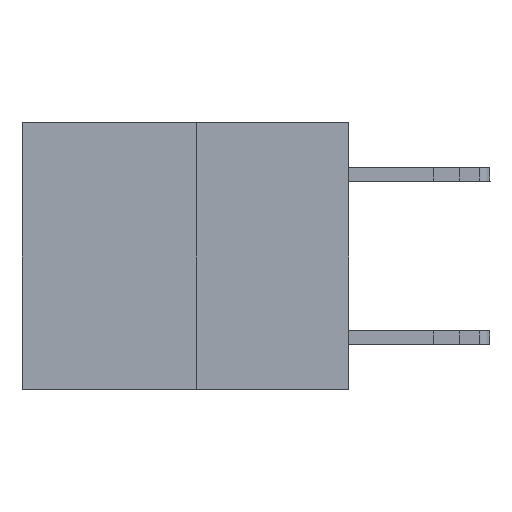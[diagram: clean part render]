
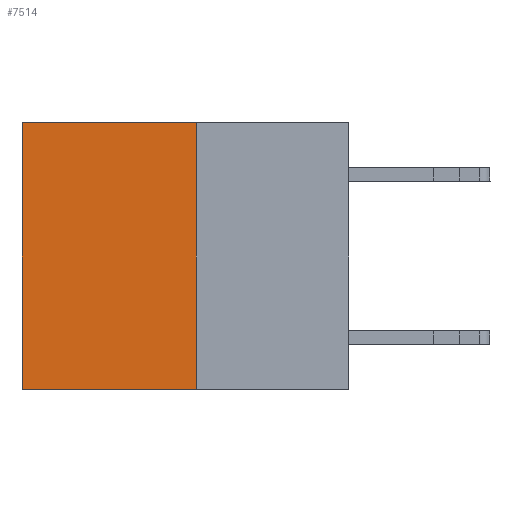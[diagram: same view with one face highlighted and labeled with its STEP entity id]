
A CAD part, left-side view. The second image highlights one B-rep face of the part: STEP entity #7514.
In plain terms, the highlighted planar face has unit normal (-1, 0, 0).
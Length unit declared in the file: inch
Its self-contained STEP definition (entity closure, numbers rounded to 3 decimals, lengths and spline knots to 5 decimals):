
#128 = VERTEX_POINT ( 'NONE', #5698 ) ;
#1152 = FACE_OUTER_BOUND ( 'NONE', #4168, .T. ) ;
#1312 = ORIENTED_EDGE ( 'NONE', *, *, #22084, .F. ) ;
#1533 = CARTESIAN_POINT ( 'NONE',  ( 0.3165, 0.6, -0.49 ) ) ;
#1737 = ORIENTED_EDGE ( 'NONE', *, *, #6200, .T. ) ;
#2009 = DIRECTION ( 'NONE',  ( 0., 1., 0. ) ) ;
#2033 = LINE ( 'NONE', #12256, #20704 ) ;
#2513 = ORIENTED_EDGE ( 'NONE', *, *, #21951, .F. ) ;
#3306 = CARTESIAN_POINT ( 'NONE',  ( 0.3165, 0.28, -0.49 ) ) ;
#4168 = EDGE_LOOP ( 'NONE', ( #1737, #1312, #2513, #14424 ) ) ;
#4766 = VERTEX_POINT ( 'NONE', #15254 ) ;
#4818 = DIRECTION ( 'NONE',  ( 0., 1., 0. ) ) ;
#5591 = DIRECTION ( 'NONE',  ( 1., 0., 0. ) ) ;
#5698 = CARTESIAN_POINT ( 'NONE',  ( 0.3165, 0.6, 0. ) ) ;
#6200 = EDGE_CURVE ( 'NONE', #128, #4766, #17273, .T. ) ;
#6426 = LINE ( 'NONE', #11257, #20788 ) ;
#7382 = AXIS2_PLACEMENT_3D ( 'NONE', #10531, #5591, #10453 ) ;
#7514 = ADVANCED_FACE ( 'NONE', ( #1152 ), #17371, .F. ) ;
#7962 = DIRECTION ( 'NONE',  ( 0., 0., -1. ) ) ;
#8070 = VECTOR ( 'NONE', #18702, 39.37008 ) ;
#10453 = DIRECTION ( 'NONE',  ( 0., 0., -1. ) ) ;
#10531 = CARTESIAN_POINT ( 'NONE',  ( 0.3165, 0.28, -0.49 ) ) ;
#11257 = CARTESIAN_POINT ( 'NONE',  ( 0.3165, 0.28, -0.49 ) ) ;
#11352 = VERTEX_POINT ( 'NONE', #20623 ) ;
#12256 = CARTESIAN_POINT ( 'NONE',  ( 0.3165, 0.28, 0. ) ) ;
#13402 = CARTESIAN_POINT ( 'NONE',  ( 0.3165, 0.28, 0. ) ) ;
#14424 = ORIENTED_EDGE ( 'NONE', *, *, #18423, .T. ) ;
#15254 = CARTESIAN_POINT ( 'NONE',  ( 0.3165, 0.6, -0.49 ) ) ;
#15332 = LINE ( 'NONE', #3306, #18031 ) ;
#17273 = LINE ( 'NONE', #1533, #8070 ) ;
#17371 = PLANE ( 'NONE',  #7382 ) ;
#18031 = VECTOR ( 'NONE', #4818, 39.37008 ) ;
#18423 = EDGE_CURVE ( 'NONE', #19800, #128, #2033, .T. ) ;
#18702 = DIRECTION ( 'NONE',  ( 0., 0., -1. ) ) ;
#19800 = VERTEX_POINT ( 'NONE', #13402 ) ;
#20623 = CARTESIAN_POINT ( 'NONE',  ( 0.3165, 0.28, -0.49 ) ) ;
#20704 = VECTOR ( 'NONE', #2009, 39.37008 ) ;
#20788 = VECTOR ( 'NONE', #7962, 39.37008 ) ;
#21951 = EDGE_CURVE ( 'NONE', #19800, #11352, #6426, .T. ) ;
#22084 = EDGE_CURVE ( 'NONE', #11352, #4766, #15332, .T. ) ;
